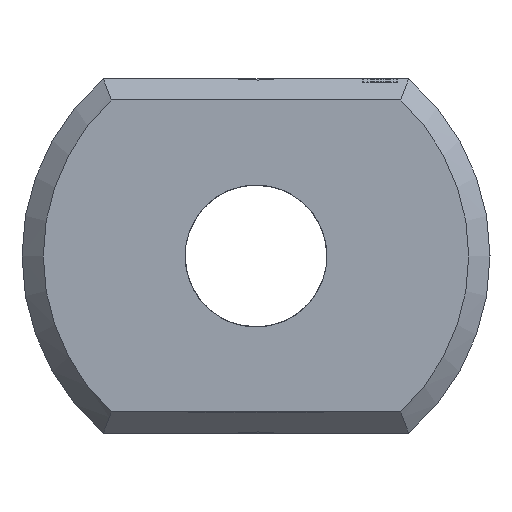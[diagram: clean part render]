
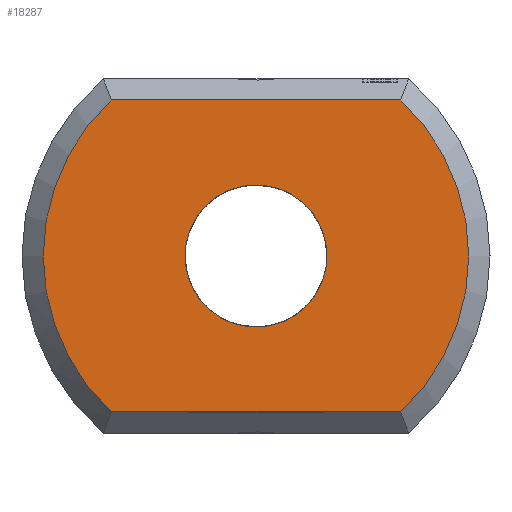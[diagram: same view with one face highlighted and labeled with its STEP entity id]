
A CAD part, left-side view. The second image highlights one B-rep face of the part: STEP entity #18287.
In plain terms, the highlighted planar face has unit normal (-1, 0, 0).
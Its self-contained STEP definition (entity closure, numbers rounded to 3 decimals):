
#4489 = VERTEX_POINT('',#4490);
#4490 = CARTESIAN_POINT('',(0.,-2.04,2.2));
#4499 = VERTEX_POINT('',#4500);
#4500 = CARTESIAN_POINT('',(0.,-2.04,-2.2));
#4507 = EDGE_CURVE('',#4489,#4499,#4508,.T.);
#4508 = CIRCLE('',#4509,3.);
#4509 = AXIS2_PLACEMENT_3D('',#4510,#4511,#4512);
#4510 = CARTESIAN_POINT('',(0.,0.,0.));
#4511 = DIRECTION('',(1.,0.,0.));
#4512 = DIRECTION('',(0.,-0.653,0.758)
  );
#5752 = VERTEX_POINT('',#5753);
#5753 = CARTESIAN_POINT('',(0.,2.04,2.2));
#5760 = EDGE_CURVE('',#4489,#5752,#5761,.T.);
#5761 = LINE('',#5762,#5763);
#5762 = CARTESIAN_POINT('',(0.,-2.154,2.2));
#5763 = VECTOR('',#5764,1.);
#5764 = DIRECTION('',(0.,1.,0.));
#18287 = ADVANCED_FACE('',(#18288,#18307),#18318,.F.);
#18288 = FACE_BOUND('',#18289,.F.);
#18289 = EDGE_LOOP('',(#18290,#18299,#18300,#18301));
#18290 = ORIENTED_EDGE('',*,*,#18291,.T.);
#18291 = EDGE_CURVE('',#18292,#5752,#18294,.T.);
#18292 = VERTEX_POINT('',#18293);
#18293 = CARTESIAN_POINT('',(0.,2.04,-2.2));
#18294 = CIRCLE('',#18295,3.);
#18295 = AXIS2_PLACEMENT_3D('',#18296,#18297,#18298);
#18296 = CARTESIAN_POINT('',(0.,0.,0.));
#18297 = DIRECTION('',(1.,0.,0.));
#18298 = DIRECTION('',(0.,0.653,-0.758)
  );
#18299 = ORIENTED_EDGE('',*,*,#5760,.F.);
#18300 = ORIENTED_EDGE('',*,*,#4507,.T.);
#18301 = ORIENTED_EDGE('',*,*,#18302,.T.);
#18302 = EDGE_CURVE('',#4499,#18292,#18303,.T.);
#18303 = LINE('',#18304,#18305);
#18304 = CARTESIAN_POINT('',(0.,-2.154,-2.2));
#18305 = VECTOR('',#18306,1.);
#18306 = DIRECTION('',(0.,1.,0.));
#18307 = FACE_BOUND('',#18308,.T.);
#18308 = EDGE_LOOP('',(#18309));
#18309 = ORIENTED_EDGE('',*,*,#18310,.T.);
#18310 = EDGE_CURVE('',#18311,#18311,#18313,.T.);
#18311 = VERTEX_POINT('',#18312);
#18312 = CARTESIAN_POINT('',(0.,1.,0.)
  );
#18313 = CIRCLE('',#18314,1.);
#18314 = AXIS2_PLACEMENT_3D('',#18315,#18316,#18317);
#18315 = CARTESIAN_POINT('',(0.,0.,0.));
#18316 = DIRECTION('',(1.,0.,0.));
#18317 = DIRECTION('',(0.,1.,0.));
#18318 = PLANE('',#18319);
#18319 = AXIS2_PLACEMENT_3D('',#18320,#18321,#18322);
#18320 = CARTESIAN_POINT('',(0.,0.,0.));
#18321 = DIRECTION('',(1.,0.,0.));
#18322 = DIRECTION('',(0.,0.,1.));
